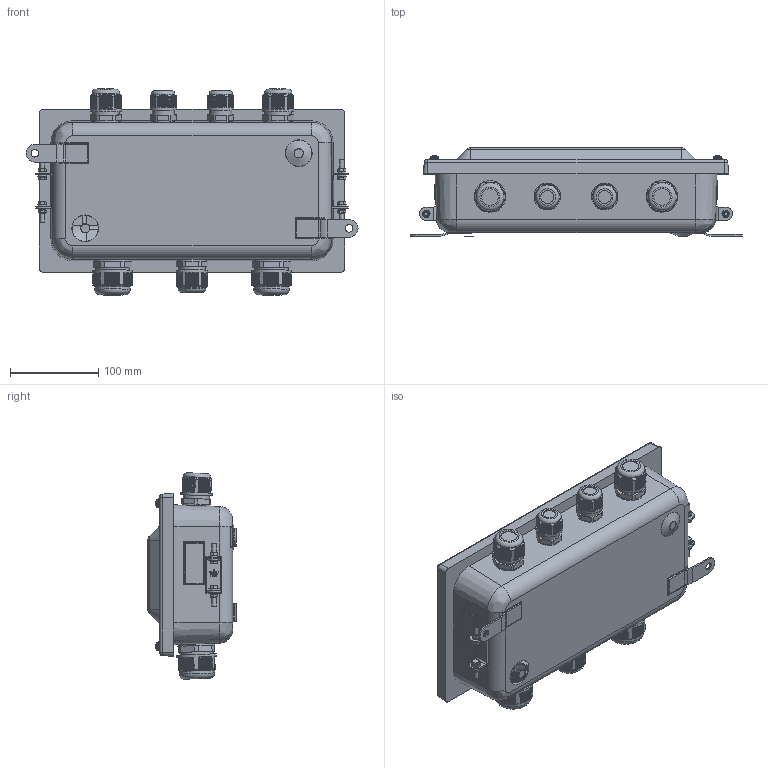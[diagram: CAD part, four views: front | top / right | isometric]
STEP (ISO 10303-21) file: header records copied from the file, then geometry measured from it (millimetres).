
FILE_DESCRIPTION(/* description */ (''),/* implementation_level */ '2;1');
FILE_NAME(/* name */ '',/* time_stamp */ '2024-07-01T15:27:28+07:00',/* author */ ('zeta-09'),/* organization */ (''),/* preprocessor_version */ 'ST-DEVELOPER v19.2',/* originating_system */ 'Autodesk Inventor 2024',/* authorisation */ '');
FILE_SCHEMA (('AUTOMOTIVE_DESIGN { 1 0 10303 214 3 1 1 }'));
Products named in the file (1): Деталь4
Bounding box: 376 x 100 x 233.69 mm (x, y, z)
Volume: 4685152.7 mm3; surface area: 251622.4 mm2
Topology: 40 solids, 40 shells, 3521 faces, 9872 edges, 6520 vertices
Faces by surface type: plane 1921, cylinder 1140, bspline 300, cone 105, torus 47, sphere 8
Full cylindrical faces by diameter (mm): 4.567 x4, 5 x8, 5.3 x4, 5.5 x4, 6.7 x4, 8.5 x2, 10 x8, 14.6 x2, 18.7 x3, 24.2 x2, 25 x2, 26 x2, 26.3 x2, 29.8 x3, 30 x2, 31.5 x3, 32.5 x3, 35.6 x3, 38.2 x2, 40 x2, 42 x2, 44.4 x2
Entity records: 125187 total; most frequent: CARTESIAN_POINT 36963, ORIENTED_EDGE 19696, DIRECTION 15197, EDGE_CURVE 9848, VERTEX_POINT 6495, LINE 5323, VECTOR 5323, AXIS2_PLACEMENT_3D 4937
